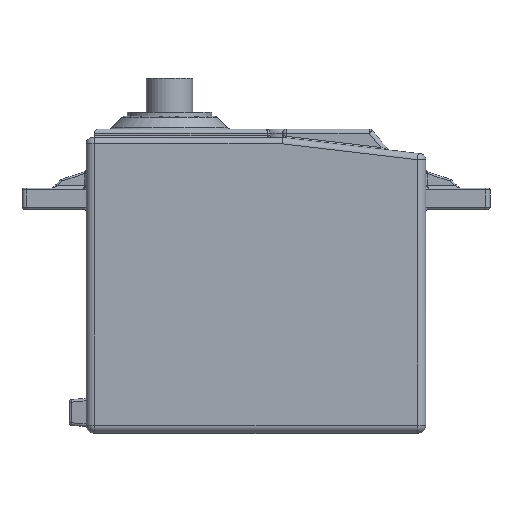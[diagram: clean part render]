
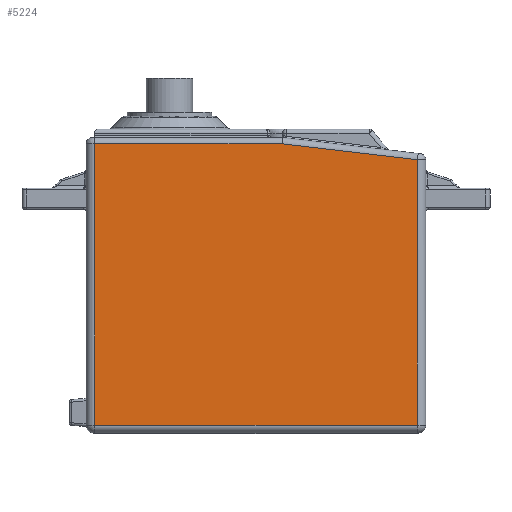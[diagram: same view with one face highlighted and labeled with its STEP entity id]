
A CAD part, front view. The second image highlights one B-rep face of the part: STEP entity #5224.
In plain terms, the highlighted planar face has unit normal (0, -1, 0).
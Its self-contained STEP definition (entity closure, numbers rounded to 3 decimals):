
#100 = ORIENTED_EDGE ( 'NONE', *, *, #4025, .T. ) ;
#633 = VERTEX_POINT ( 'NONE', #5277 ) ;
#939 = EDGE_CURVE ( 'NONE', #1189, #3131, #4396, .T. ) ;
#965 = DIRECTION ( 'NONE',  ( 1., 0., 0. ) ) ;
#1029 = VERTEX_POINT ( 'NONE', #3870 ) ;
#1164 = VECTOR ( 'NONE', #1948, 1000. ) ;
#1180 = VERTEX_POINT ( 'NONE', #3175 ) ;
#1189 = VERTEX_POINT ( 'NONE', #5024 ) ;
#1398 = CARTESIAN_POINT ( 'NONE',  ( 19.15, -10., 29.1 ) ) ;
#1484 = EDGE_CURVE ( 'NONE', #1180, #1189, #7711, .T. ) ;
#1948 = DIRECTION ( 'NONE',  ( 0., 0., -1. ) ) ;
#1998 = CARTESIAN_POINT ( 'NONE',  ( 3.062, -10., 34.355 ) ) ;
#2013 = DIRECTION ( 'NONE',  ( 0., 0., 1. ) ) ;
#2122 = VECTOR ( 'NONE', #5651, 1000. ) ;
#2789 = EDGE_CURVE ( 'NONE', #3131, #1029, #4012, .T. ) ;
#3069 = ORIENTED_EDGE ( 'NONE', *, *, #5054, .T. ) ;
#3131 = VERTEX_POINT ( 'NONE', #3182 ) ;
#3168 = CARTESIAN_POINT ( 'NONE',  ( -19.15, -10., 29.1 ) ) ;
#3175 = CARTESIAN_POINT ( 'NONE',  ( 3.106, -10., 34.35 ) ) ;
#3182 = CARTESIAN_POINT ( 'NONE',  ( -19.15, -10., 1. ) ) ;
#3531 = DIRECTION ( 'NONE',  ( 1., 0., 0. ) ) ;
#3860 = CARTESIAN_POINT ( 'NONE',  ( -20.15, -10., 34.35 ) ) ;
#3870 = CARTESIAN_POINT ( 'NONE',  ( 19.15, -10., 1. ) ) ;
#4012 = LINE ( 'NONE', #7085, #5057 ) ;
#4025 = EDGE_CURVE ( 'NONE', #1029, #633, #4408, .T. ) ;
#4076 = ORIENTED_EDGE ( 'NONE', *, *, #1484, .T. ) ;
#4318 = ORIENTED_EDGE ( 'NONE', *, *, #939, .T. ) ;
#4396 = LINE ( 'NONE', #3168, #1164 ) ;
#4408 = LINE ( 'NONE', #1398, #5859 ) ;
#4644 = PLANE ( 'NONE',  #5423 ) ;
#4884 = EDGE_LOOP ( 'NONE', ( #4318, #7256, #100, #3069, #4076 ) ) ;
#5024 = CARTESIAN_POINT ( 'NONE',  ( -19.15, -10., 34.35 ) ) ;
#5054 = EDGE_CURVE ( 'NONE', #633, #1180, #5176, .T. ) ;
#5057 = VECTOR ( 'NONE', #965, 1000. ) ;
#5176 = LINE ( 'NONE', #1998, #2122 ) ;
#5224 = ADVANCED_FACE ( 'NONE', ( #5265 ), #4644, .T. ) ;
#5265 = FACE_OUTER_BOUND ( 'NONE', #4884, .T. ) ;
#5277 = CARTESIAN_POINT ( 'NONE',  ( 19.15, -10., 32.462 ) ) ;
#5423 = AXIS2_PLACEMENT_3D ( 'NONE', #5967, #7212, #3531 ) ;
#5651 = DIRECTION ( 'NONE',  ( -0.993, 0., 0.117 ) ) ;
#5859 = VECTOR ( 'NONE', #2013, 1000. ) ;
#5876 = VECTOR ( 'NONE', #6949, 1000. ) ;
#5967 = CARTESIAN_POINT ( 'NONE',  ( 20.15, -10., 29.1 ) ) ;
#6949 = DIRECTION ( 'NONE',  ( -1., 0., 0. ) ) ;
#7085 = CARTESIAN_POINT ( 'NONE',  ( 20.15, -10., 1. ) ) ;
#7212 = DIRECTION ( 'NONE',  ( 0., -1., 0. ) ) ;
#7256 = ORIENTED_EDGE ( 'NONE', *, *, #2789, .T. ) ;
#7711 = LINE ( 'NONE', #3860, #5876 ) ;
